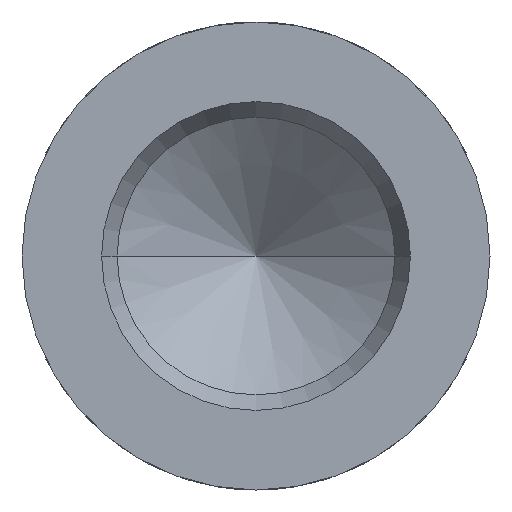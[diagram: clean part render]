
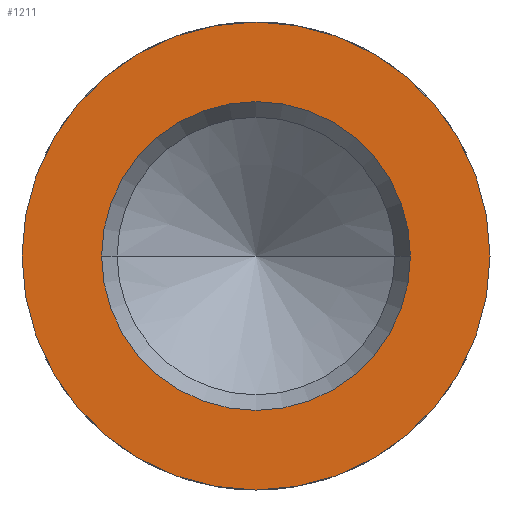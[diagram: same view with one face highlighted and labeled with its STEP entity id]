
A CAD part, front view. The second image highlights one B-rep face of the part: STEP entity #1211.
In plain terms, the highlighted planar face has unit normal (0, -1, 0).
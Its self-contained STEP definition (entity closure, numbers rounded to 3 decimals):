
#525=CARTESIAN_POINT('',(0.,0.,0.));
#526=DIRECTION('',(0.,1.,0.));
#527=DIRECTION('',(1.,0.,0.));
#528=AXIS2_PLACEMENT_3D('',#525,#526,#527);
#530=CARTESIAN_POINT('',(0.,0.,0.));
#531=DIRECTION('',(0.,1.,0.));
#532=DIRECTION('',(-1.,0.,0.));
#533=AXIS2_PLACEMENT_3D('',#530,#531,#532);
#535=CARTESIAN_POINT('',(0.,0.,0.));
#536=DIRECTION('',(0.,1.,0.));
#537=DIRECTION('',(-1.,0.,0.));
#538=AXIS2_PLACEMENT_3D('',#535,#536,#537);
#540=CARTESIAN_POINT('',(0.,0.,0.));
#541=DIRECTION('',(0.,1.,0.));
#542=DIRECTION('',(1.,0.,0.));
#543=AXIS2_PLACEMENT_3D('',#540,#541,#542);
#788=CARTESIAN_POINT('',(15.,0.,0.));
#789=VERTEX_POINT('',#788);
#790=CARTESIAN_POINT('',(-15.,0.,0.));
#791=VERTEX_POINT('',#790);
#866=CARTESIAN_POINT('',(-9.897,0.,0.));
#867=CARTESIAN_POINT('',(9.897,0.,0.));
#868=VERTEX_POINT('',#866);
#869=VERTEX_POINT('',#867);
#1196=CARTESIAN_POINT('',(0.,0.,0.));
#1197=DIRECTION('',(0.,-1.,0.));
#1198=DIRECTION('',(-1.,0.,0.));
#1199=AXIS2_PLACEMENT_3D('',#1196,#1197,#1198);
#1200=PLANE('',#1199);
#1201=ORIENTED_EDGE('',*,*,#1178,.T.);
#1202=ORIENTED_EDGE('',*,*,#1189,.T.);
#1203=EDGE_LOOP('',(#1201,#1202));
#1204=FACE_OUTER_BOUND('',#1203,.F.);
#1206=ORIENTED_EDGE('',*,*,#1205,.F.);
#1208=ORIENTED_EDGE('',*,*,#1207,.F.);
#1209=EDGE_LOOP('',(#1206,#1208));
#1210=FACE_BOUND('',#1209,.F.);
#529=CIRCLE('',#528,15.);
#534=CIRCLE('',#533,15.);
#539=CIRCLE('',#538,9.897);
#544=CIRCLE('',#543,9.897);
#1178=EDGE_CURVE('',#789,#791,#529,.T.);
#1189=EDGE_CURVE('',#791,#789,#534,.T.);
#1205=EDGE_CURVE('',#868,#869,#539,.T.);
#1207=EDGE_CURVE('',#869,#868,#544,.T.);
#1211=ADVANCED_FACE('',(#1204,#1210),#1200,.T.);
